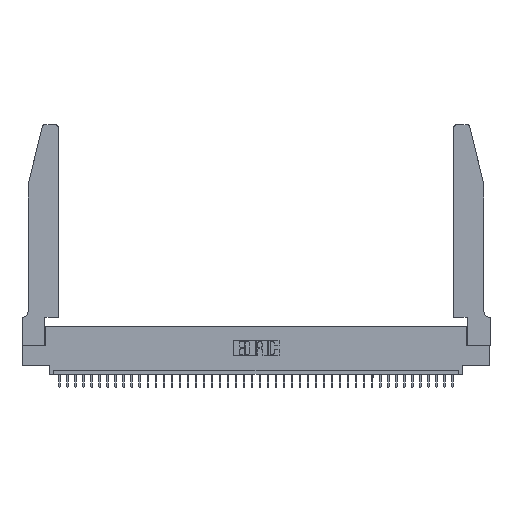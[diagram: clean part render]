
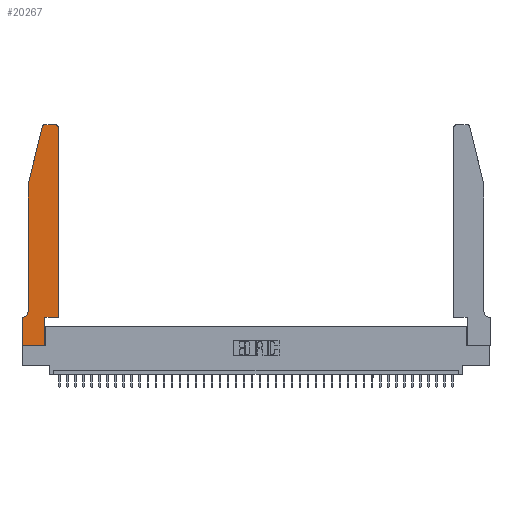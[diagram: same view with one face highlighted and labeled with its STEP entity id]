
A CAD part, top view. The second image highlights one B-rep face of the part: STEP entity #20267.
In plain terms, the highlighted planar face has unit normal (0, 0, 1).
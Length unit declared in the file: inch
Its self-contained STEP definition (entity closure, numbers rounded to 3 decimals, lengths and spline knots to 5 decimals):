
#326 = ORIENTED_EDGE ( 'NONE', *, *, #25942, .T. ) ;
#479 = LINE ( 'NONE', #15204, #25076 ) ;
#1761 = DIRECTION ( 'NONE',  ( 0., 0., 1. ) ) ;
#2408 = VERTEX_POINT ( 'NONE', #23269 ) ;
#2639 = LINE ( 'NONE', #22606, #35661 ) ;
#2984 = ORIENTED_EDGE ( 'NONE', *, *, #10143, .T. ) ;
#3168 = CARTESIAN_POINT ( 'NONE',  ( 0., 0.35, 0.37 ) ) ;
#4252 = CARTESIAN_POINT ( 'NONE',  ( 0.0055, 0.42, 0.37 ) ) ;
#4387 = DIRECTION ( 'NONE',  ( -1., 0., 0. ) ) ;
#4828 = LINE ( 'NONE', #34528, #16824 ) ;
#5212 = AXIS2_PLACEMENT_3D ( 'NONE', #3168, #32096, #25279 ) ;
#5575 = PLANE ( 'NONE',  #5212 ) ;
#5650 = VECTOR ( 'NONE', #26467, 39.37008 ) ;
#5763 = LINE ( 'NONE', #28467, #13195 ) ;
#5792 = LINE ( 'NONE', #11440, #6244 ) ;
#6244 = VECTOR ( 'NONE', #33809, 39.37008 ) ;
#6312 = DIRECTION ( 'NONE',  ( -0.239, -0.971, 0. ) ) ;
#6598 = FACE_OUTER_BOUND ( 'NONE', #41522, .T. ) ;
#7134 = ORIENTED_EDGE ( 'NONE', *, *, #15806, .T. ) ;
#7306 = CARTESIAN_POINT ( 'NONE',  ( 0.284, 2.75, 0.37 ) ) ;
#7803 = CARTESIAN_POINT ( 'NONE',  ( 0.4205, 2.75, 0.37 ) ) ;
#8265 = EDGE_CURVE ( 'NONE', #24579, #12121, #24905, .T. ) ;
#8475 = CARTESIAN_POINT ( 'NONE',  ( 0.25487, 2.72718, 0.37 ) ) ;
#8672 = CIRCLE ( 'NONE', #16853, 0.03 ) ;
#9057 = CARTESIAN_POINT ( 'NONE',  ( 0.0755, 0.42, 0.37 ) ) ;
#9363 = ORIENTED_EDGE ( 'NONE', *, *, #37482, .T. ) ;
#9409 = ORIENTED_EDGE ( 'NONE', *, *, #34441, .T. ) ;
#10143 = EDGE_CURVE ( 'NONE', #20199, #11530, #5763, .T. ) ;
#10267 = ORIENTED_EDGE ( 'NONE', *, *, #8265, .T. ) ;
#11337 = ORIENTED_EDGE ( 'NONE', *, *, #15679, .T. ) ;
#11440 = CARTESIAN_POINT ( 'NONE',  ( 0.2865, 0.35, 0.37 ) ) ;
#11530 = VERTEX_POINT ( 'NONE', #40676 ) ;
#11594 = EDGE_CURVE ( 'NONE', #12121, #2408, #38190, .T. ) ;
#12121 = VERTEX_POINT ( 'NONE', #8475 ) ;
#12544 = ORIENTED_EDGE ( 'NONE', *, *, #11594, .T. ) ;
#13195 = VECTOR ( 'NONE', #37877, 39.37008 ) ;
#14404 = VERTEX_POINT ( 'NONE', #9057 ) ;
#15204 = CARTESIAN_POINT ( 'NONE',  ( 0.2605, 2.75, 0.37 ) ) ;
#15522 = CARTESIAN_POINT ( 'NONE',  ( 0.4505, 0.35, 0.37 ) ) ;
#15679 = EDGE_CURVE ( 'NONE', #32239, #15979, #8672, .T. ) ;
#15806 = EDGE_CURVE ( 'NONE', #37560, #20199, #2639, .T. ) ;
#15979 = VERTEX_POINT ( 'NONE', #7803 ) ;
#16654 = EDGE_CURVE ( 'NONE', #14404, #37560, #31588, .T. ) ;
#16824 = VECTOR ( 'NONE', #21508, 39.37008 ) ;
#16845 = DIRECTION ( 'NONE',  ( -1., 0., 0. ) ) ;
#16853 = AXIS2_PLACEMENT_3D ( 'NONE', #25180, #28158, #31638 ) ;
#16913 = CARTESIAN_POINT ( 'NONE',  ( 0.4505, 0.35, 0.37 ) ) ;
#18107 = VECTOR ( 'NONE', #40632, 39.37008 ) ;
#19302 = LINE ( 'NONE', #15522, #35352 ) ;
#20199 = VERTEX_POINT ( 'NONE', #20938 ) ;
#20267 = ADVANCED_FACE ( 'NONE', ( #6598 ), #5575, .T. ) ;
#20938 = CARTESIAN_POINT ( 'NONE',  ( 0., 0.35, 0.37 ) ) ;
#21508 = DIRECTION ( 'NONE',  ( 0., -1., 0. ) ) ;
#21860 = ORIENTED_EDGE ( 'NONE', *, *, #40829, .T. ) ;
#22550 = DIRECTION ( 'NONE',  ( 1., 0., 0. ) ) ;
#22606 = CARTESIAN_POINT ( 'NONE',  ( 0.0755, 0.35, 0.37 ) ) ;
#23269 = CARTESIAN_POINT ( 'NONE',  ( 0.0755, 2., 0.37 ) ) ;
#24579 = VERTEX_POINT ( 'NONE', #7306 ) ;
#24629 = VECTOR ( 'NONE', #6312, 39.37008 ) ;
#24825 = DIRECTION ( 'NONE',  ( -1., 0., 0. ) ) ;
#24905 = CIRCLE ( 'NONE', #34712, 0.03 ) ;
#25076 = VECTOR ( 'NONE', #24825, 39.37008 ) ;
#25180 = CARTESIAN_POINT ( 'NONE',  ( 0.4205, 2.72, 0.37 ) ) ;
#25279 = DIRECTION ( 'NONE',  ( 1., 0., 0. ) ) ;
#25325 = DIRECTION ( 'NONE',  ( 1., 0., 0. ) ) ;
#25942 = EDGE_CURVE ( 'NONE', #27570, #32239, #26555, .T. ) ;
#26467 = DIRECTION ( 'NONE',  ( 1., 0., 0. ) ) ;
#26555 = LINE ( 'NONE', #36960, #18107 ) ;
#27570 = VERTEX_POINT ( 'NONE', #16913 ) ;
#28158 = DIRECTION ( 'NONE',  ( 0., 0., 1. ) ) ;
#28467 = CARTESIAN_POINT ( 'NONE',  ( 0., 0., 0.37 ) ) ;
#29043 = ORIENTED_EDGE ( 'NONE', *, *, #34232, .T. ) ;
#30214 = EDGE_CURVE ( 'NONE', #41423, #35358, #5792, .T. ) ;
#31188 = LINE ( 'NONE', #33331, #5650 ) ;
#31588 = CIRCLE ( 'NONE', #41122, 0.07 ) ;
#31638 = DIRECTION ( 'NONE',  ( 1., 0., 0. ) ) ;
#31743 = CARTESIAN_POINT ( 'NONE',  ( 0.284, 2.72, 0.37 ) ) ;
#32019 = ORIENTED_EDGE ( 'NONE', *, *, #30214, .T. ) ;
#32096 = DIRECTION ( 'NONE',  ( 0., 0., 1. ) ) ;
#32134 = CARTESIAN_POINT ( 'NONE',  ( 0.2865, 0.35, 0.37 ) ) ;
#32174 = CARTESIAN_POINT ( 'NONE',  ( 0.0755, 2., 0.37 ) ) ;
#32239 = VERTEX_POINT ( 'NONE', #35330 ) ;
#32303 = CARTESIAN_POINT ( 'NONE',  ( 0.2865, 0., 0.37 ) ) ;
#33064 = DIRECTION ( 'NONE',  ( 0., 0., -1. ) ) ;
#33331 = CARTESIAN_POINT ( 'NONE',  ( 0., 0., 0.37 ) ) ;
#33809 = DIRECTION ( 'NONE',  ( 0., 1., 0. ) ) ;
#34232 = EDGE_CURVE ( 'NONE', #2408, #14404, #4828, .T. ) ;
#34441 = EDGE_CURVE ( 'NONE', #35358, #27570, #19302, .T. ) ;
#34528 = CARTESIAN_POINT ( 'NONE',  ( 0.0755, 2., 0.37 ) ) ;
#34712 = AXIS2_PLACEMENT_3D ( 'NONE', #31743, #1761, #22550 ) ;
#35330 = CARTESIAN_POINT ( 'NONE',  ( 0.4505, 2.72, 0.37 ) ) ;
#35352 = VECTOR ( 'NONE', #25325, 39.37008 ) ;
#35358 = VERTEX_POINT ( 'NONE', #32134 ) ;
#35661 = VECTOR ( 'NONE', #16845, 39.37008 ) ;
#36533 = ORIENTED_EDGE ( 'NONE', *, *, #16654, .T. ) ;
#36960 = CARTESIAN_POINT ( 'NONE',  ( 0.4505, 0.35, 0.37 ) ) ;
#37482 = EDGE_CURVE ( 'NONE', #15979, #24579, #479, .T. ) ;
#37560 = VERTEX_POINT ( 'NONE', #37793 ) ;
#37793 = CARTESIAN_POINT ( 'NONE',  ( 0.0055, 0.35, 0.37 ) ) ;
#37877 = DIRECTION ( 'NONE',  ( 0., -1., 0. ) ) ;
#38190 = LINE ( 'NONE', #32174, #24629 ) ;
#40632 = DIRECTION ( 'NONE',  ( 0., 1., 0. ) ) ;
#40676 = CARTESIAN_POINT ( 'NONE',  ( 0., 0., 0.37 ) ) ;
#40829 = EDGE_CURVE ( 'NONE', #11530, #41423, #31188, .T. ) ;
#41122 = AXIS2_PLACEMENT_3D ( 'NONE', #4252, #33064, #4387 ) ;
#41423 = VERTEX_POINT ( 'NONE', #32303 ) ;
#41522 = EDGE_LOOP ( 'NONE', ( #9363, #10267, #12544, #29043, #36533, #7134, #2984, #21860, #32019, #9409, #326, #11337 ) ) ;
